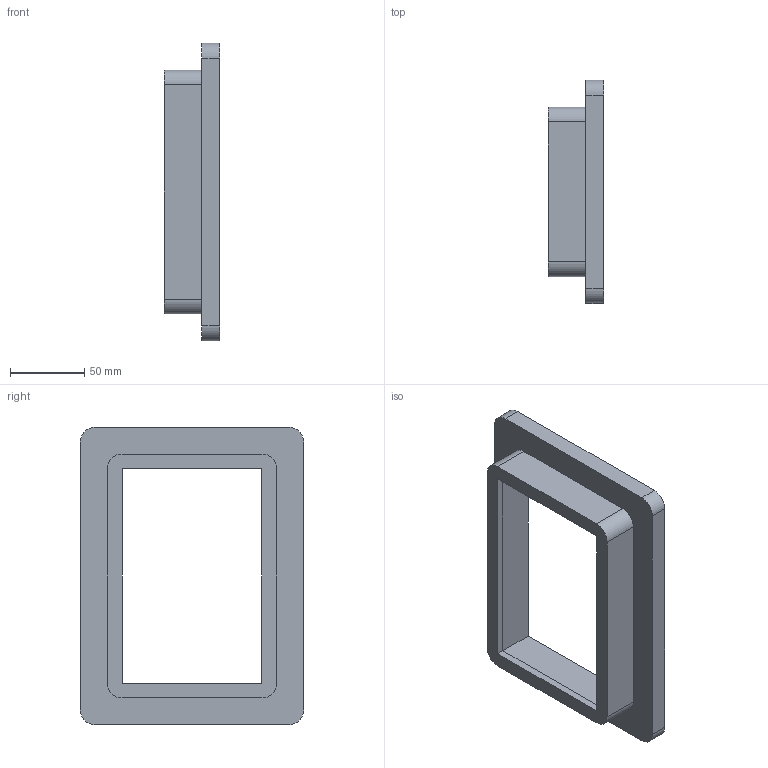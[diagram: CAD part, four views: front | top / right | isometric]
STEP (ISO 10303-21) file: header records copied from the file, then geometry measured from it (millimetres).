
FILE_DESCRIPTION (( 'STEP AP203' ), '1' );
FILE_NAME ('Frame_part_1.STEP', '2025-09-01T11:40:05', ( '' ), ( '' ), 'SwSTEP 2.0', 'SolidWorks 2024', '' );
FILE_SCHEMA (( 'CONFIG_CONTROL_DESIGN' ));
Length unit declared in the file: millimetre
Products named in the file (1): Frame_part_1
Bounding box: 37 x 150 x 200 mm (x, y, z)
Volume: 249222.2 mm3; surface area: 73511.1 mm2
Topology: 1 solids, 1 shells, 49 faces, 124 edges, 76 vertices
Faces by surface type: plane 25, cylinder 16, cone 8
Entity records: 1491 total; most frequent: DIRECTION 248, CARTESIAN_POINT 242, ORIENTED_EDGE 232, EDGE_CURVE 116, VECTOR 84, LINE 84, AXIS2_PLACEMENT_3D 82, VERTEX_POINT 76
